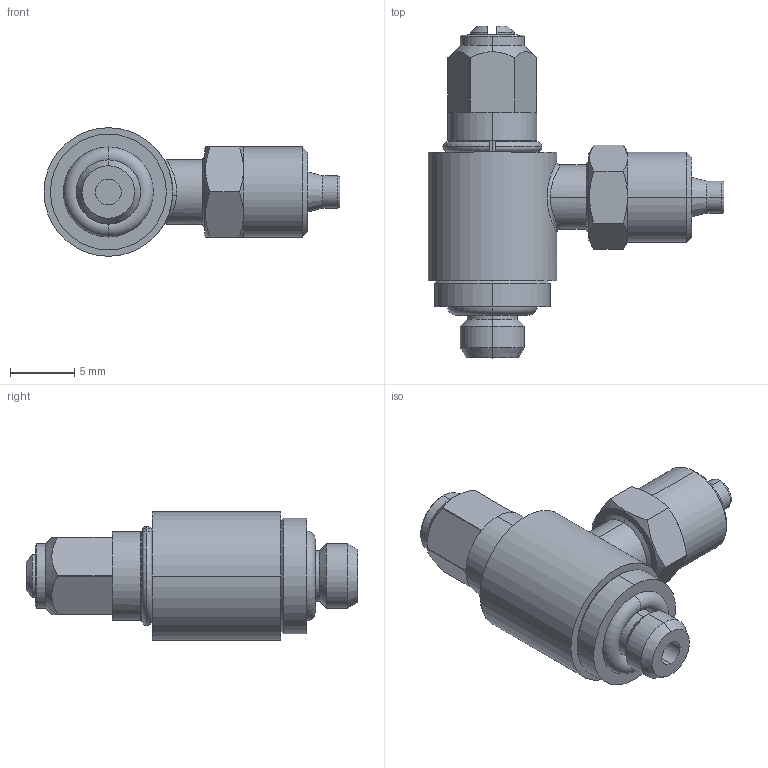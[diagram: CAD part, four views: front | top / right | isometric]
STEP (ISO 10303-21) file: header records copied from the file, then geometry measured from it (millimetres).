
FILE_DESCRIPTION (( 'STEP AP203' ), '1' );
FILE_NAME ('04100C10.STEP', '2010-04-19T09:15:43', ( '' ), ( 'sopra-pneumatic' ), 'SwSTEP 2.0', 'SolidWorks 2009', '' );
FILE_SCHEMA (( 'CONFIG_CONTROL_DESIGN' ));
Length unit declared in the file: millimetre
Products named in the file (1): 04100C10
Bounding box: 23 x 25.8 x 10 mm (x, y, z)
Volume: 1625 mm3; surface area: 1262.2 mm2
Topology: 2 solids, 2 shells, 112 faces, 251 edges, 156 vertices
Faces by surface type: plane 40, cylinder 34, cone 30, torus 6, bspline 2
Entity records: 4115 total; most frequent: CARTESIAN_POINT 1533, DIRECTION 547, ORIENTED_EDGE 502, EDGE_CURVE 251, AXIS2_PLACEMENT_3D 229, VERTEX_POINT 156, EDGE_LOOP 125, CIRCLE 118
